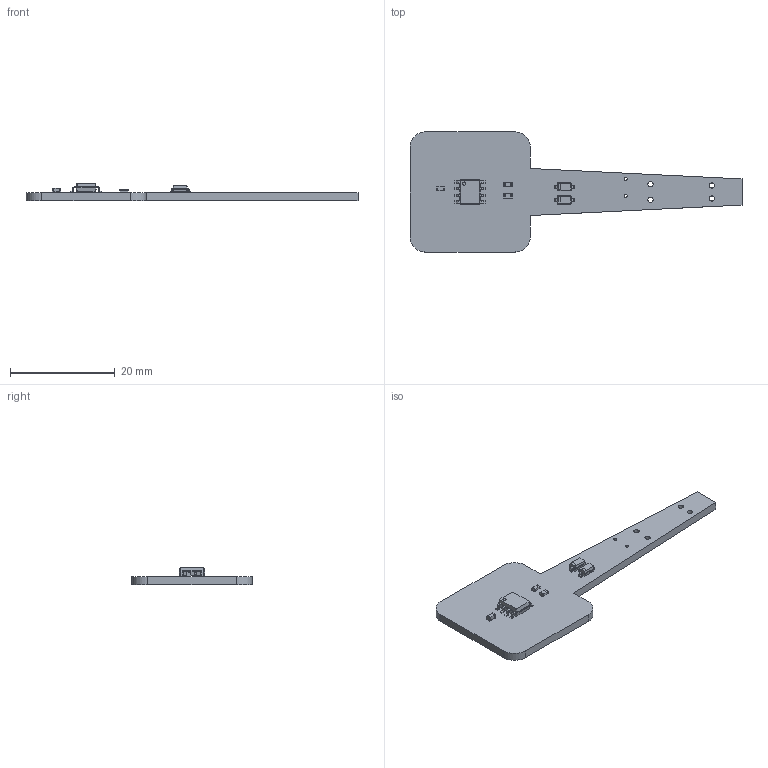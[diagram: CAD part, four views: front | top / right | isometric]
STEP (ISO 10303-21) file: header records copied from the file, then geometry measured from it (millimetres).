
FILE_DESCRIPTION(('KiCad electronic assembly'),'2;1');
FILE_NAME('iidx_tt.step','2023-04-02T17:02:05',('Pcbnew'),('Kicad'), 'Open CASCADE STEP processor 7.6','KiCad to STEP converter','Unknown' );
FILE_SCHEMA(('AUTOMOTIVE_DESIGN { 1 0 10303 214 1 1 1 1 }'));
Length unit declared in the file: millimetre
Products named in the file (10): iidx_tt 1; R_0603_1608Metric; SOLID; C_0603_1608Metric; SOIC-8_3.9x4.9mm_P1.27mm; D_SOD-123; iidx_tt PCB
Assembly tree (11 placements, depth 3):
  iidx_tt 1
    R_0603_1608Metric  x2
      SOLID
    C_0603_1608Metric
      SOLID
    SOIC-8_3.9x4.9mm_P1.27mm
      SOLID
    D_SOD-123  x2
      SOLID
    iidx_tt PCB
Bounding box: 63.5 x 23 x 3.4 mm (x, y, z)
Volume: 1323.7 mm3; surface area: 2025.7 mm2
Topology: 7 solids, 7 shells, 390 faces, 977 edges, 606 vertices
Faces by surface type: bspline 370, cylinder 10, plane 10
Full cylindrical faces by diameter (mm): 0.6 x2, 1 x4
Entity records: 19113 total; most frequent: CARTESIAN_POINT 6880, B_SPLINE_CURVE_WITH_KNOTS 1853, ORIENTED_EDGE 1506, PCURVE 1506, DEFINITIONAL_REPRESENTATION 1506, EDGE_CURVE 753, SURFACE_CURVE 746, VERTEX_POINT 470
